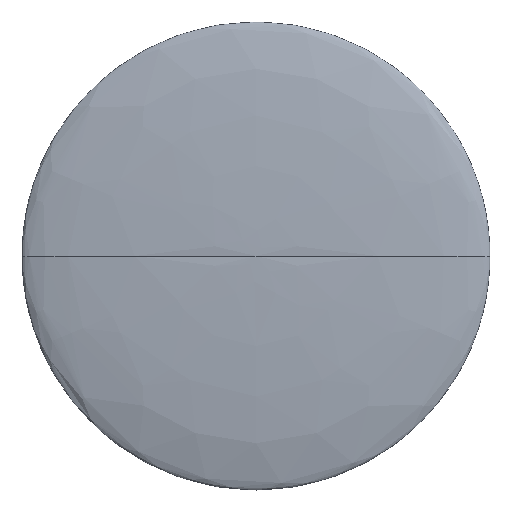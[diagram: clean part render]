
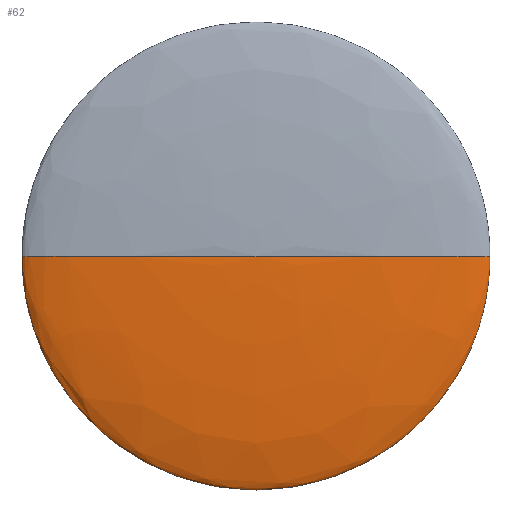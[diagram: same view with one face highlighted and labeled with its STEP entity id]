
A CAD part, left-side view. The second image highlights one B-rep face of the part: STEP entity #62.
In plain terms, the highlighted free-form (B-spline) face has degree [3, 3] with [4, 4] control points.
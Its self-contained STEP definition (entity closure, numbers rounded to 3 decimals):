
#7 = CARTESIAN_POINT ( 'NONE',  ( -0.35, 3.75, 0. ) ) ;
#10 = VERTEX_POINT ( 'NONE', #117 ) ;
#11 =( BOUNDED_SURFACE ( )  B_SPLINE_SURFACE ( 3, 3, ( 
 ( #98, #122, #34, #119 ),
 ( #90, #148, #45, #132 ),
 ( #18, #21, #66, #121 ),
 ( #69, #108, #7, #20 ) ),
 .UNSPECIFIED., .F., .F., .T. ) 
 B_SPLINE_SURFACE_WITH_KNOTS ( ( 4, 4 ),
 ( 4, 4 ),
 ( 0., 1. ),
 ( 0., 1. ),
 .UNSPECIFIED. ) 
 GEOMETRIC_REPRESENTATION_ITEM ( )  RATIONAL_B_SPLINE_SURFACE ( (
 ( 1., 0.333, 0.333, 1.),
 ( 0.333, 0.111, 0.111, 0.333),
 ( 0.333, 0.111, 0.111, 0.333),
 ( 1., 0.333, 0.333, 1.) ) ) 
 REPRESENTATION_ITEM ( '' )  SURFACE ( )  );
#18 = CARTESIAN_POINT ( 'NONE',  ( -0.35, 11.25, 0. ) ) ;
#19 = CARTESIAN_POINT ( 'NONE',  ( -0.35, 3.75, 0. ) ) ;
#20 = CARTESIAN_POINT ( 'NONE',  ( -0.35, 3.75, 0. ) ) ;
#21 = CARTESIAN_POINT ( 'NONE',  ( -0.35, 11.25, -15. ) ) ;
#31 = CARTESIAN_POINT ( 'NONE',  ( 0.35, 3.75, 0. ) ) ;
#34 = CARTESIAN_POINT ( 'NONE',  ( 0.35, 3.75, 0. ) ) ;
#42 = CARTESIAN_POINT ( 'NONE',  ( -0.35, 3.75, 0. ) ) ;
#45 = CARTESIAN_POINT ( 'NONE',  ( 0.35, -3.75, -15. ) ) ;
#48 = FACE_OUTER_BOUND ( 'NONE', #58, .T. ) ;
#56 =( BOUNDED_CURVE ( )  B_SPLINE_CURVE ( 3, ( #112, #145, #88, #42 ),
 .UNSPECIFIED., .F., .T. ) 
 B_SPLINE_CURVE_WITH_KNOTS ( ( 4, 4 ),
 ( 1.571, 4.712 ),
 .UNSPECIFIED. ) 
 CURVE ( )  GEOMETRIC_REPRESENTATION_ITEM ( )  RATIONAL_B_SPLINE_CURVE ( ( 1., 0.333, 0.333, 1. ) ) 
 REPRESENTATION_ITEM ( '' )  );
#58 = EDGE_LOOP ( 'NONE', ( #134, #89 ) ) ;
#62 = ADVANCED_FACE ( 'NONE', ( #48 ), #11, .F. ) ;
#66 = CARTESIAN_POINT ( 'NONE',  ( -0.35, -3.75, -15. ) ) ;
#69 = CARTESIAN_POINT ( 'NONE',  ( -0.35, 3.75, 0. ) ) ;
#78 = CARTESIAN_POINT ( 'NONE',  ( 0.35, -3.75, 0. ) ) ;
#80 = CARTESIAN_POINT ( 'NONE',  ( -0.35, -3.75, 0. ) ) ;
#84 = EDGE_CURVE ( 'NONE', #10, #149, #93, .T. ) ;
#88 = CARTESIAN_POINT ( 'NONE',  ( -0.35, 11.25, 0. ) ) ;
#89 = ORIENTED_EDGE ( 'NONE', *, *, #84, .T. ) ;
#90 = CARTESIAN_POINT ( 'NONE',  ( 0.35, 11.25, 0. ) ) ;
#93 =( BOUNDED_CURVE ( )  B_SPLINE_CURVE ( 3, ( #31, #78, #80, #19 ),
 .UNSPECIFIED., .F., .T. ) 
 B_SPLINE_CURVE_WITH_KNOTS ( ( 4, 4 ),
 ( 1.571, 4.712 ),
 .UNSPECIFIED. ) 
 CURVE ( )  GEOMETRIC_REPRESENTATION_ITEM ( )  RATIONAL_B_SPLINE_CURVE ( ( 1., 0.333, 0.333, 1. ) ) 
 REPRESENTATION_ITEM ( '' )  );
#98 = CARTESIAN_POINT ( 'NONE',  ( 0.35, 3.75, 0. ) ) ;
#108 = CARTESIAN_POINT ( 'NONE',  ( -0.35, 3.75, 0. ) ) ;
#112 = CARTESIAN_POINT ( 'NONE',  ( 0.35, 3.75, 0. ) ) ;
#113 = CARTESIAN_POINT ( 'NONE',  ( -0.35, 3.75, 0. ) ) ;
#117 = CARTESIAN_POINT ( 'NONE',  ( 0.35, 3.75, 0. ) ) ;
#119 = CARTESIAN_POINT ( 'NONE',  ( 0.35, 3.75, 0. ) ) ;
#121 = CARTESIAN_POINT ( 'NONE',  ( -0.35, -3.75, 0. ) ) ;
#122 = CARTESIAN_POINT ( 'NONE',  ( 0.35, 3.75, 0. ) ) ;
#132 = CARTESIAN_POINT ( 'NONE',  ( 0.35, -3.75, 0. ) ) ;
#134 = ORIENTED_EDGE ( 'NONE', *, *, #140, .F. ) ;
#140 = EDGE_CURVE ( 'NONE', #10, #149, #56, .T. ) ;
#145 = CARTESIAN_POINT ( 'NONE',  ( 0.35, 11.25, 0. ) ) ;
#148 = CARTESIAN_POINT ( 'NONE',  ( 0.35, 11.25, -15. ) ) ;
#149 = VERTEX_POINT ( 'NONE', #113 ) ;
